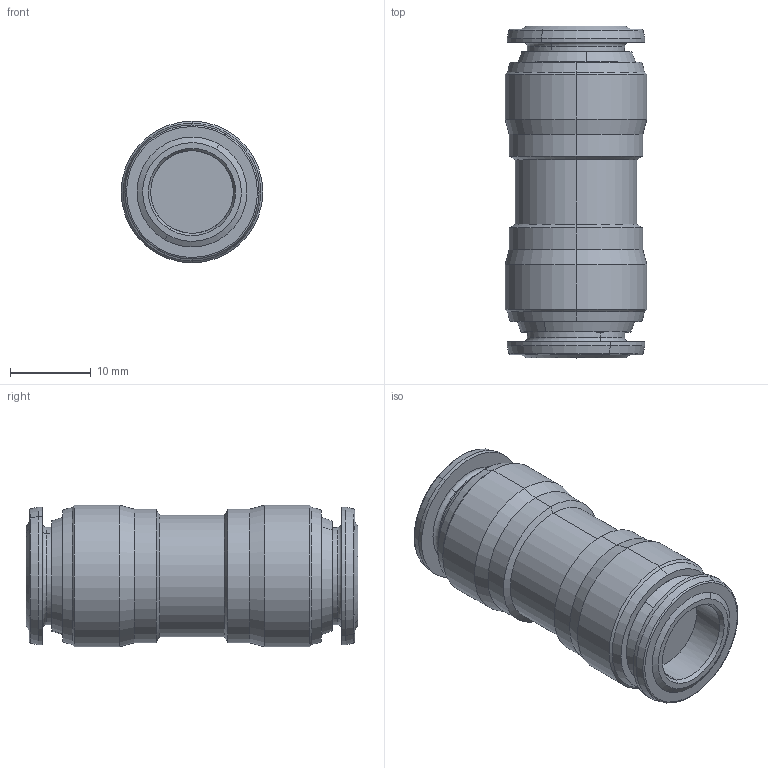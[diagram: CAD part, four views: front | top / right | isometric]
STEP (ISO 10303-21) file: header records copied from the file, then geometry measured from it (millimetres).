
FILE_DESCRIPTION (( 'STEP AP214' ), '1' );
FILE_NAME ('6004000004.step', '2012-10-16T16:31:29', ( '' ), ( '' ), 'SwSTEP 2.0', 'SolidWorks 2012', '' );
FILE_SCHEMA (( 'AUTOMOTIVE_DESIGN' ));
Length unit declared in the file: millimetre
Products named in the file (1): 6004000004
Bounding box: 17.5 x 41 x 17.5 mm (x, y, z)
Volume: 7623.2 mm3; surface area: 3354.5 mm2
Topology: 1 solids, 1 shells, 103 faces, 236 edges, 140 vertices
Faces by surface type: cone 40, cylinder 27, plane 24, torus 12
Entity records: 4125 total; most frequent: DIRECTION 576, CARTESIAN_POINT 518, ORIENTED_EDGE 472, AXIS2_PLACEMENT_3D 238, EDGE_CURVE 236, VERTEX_POINT 140, CIRCLE 134, EDGE_LOOP 116
